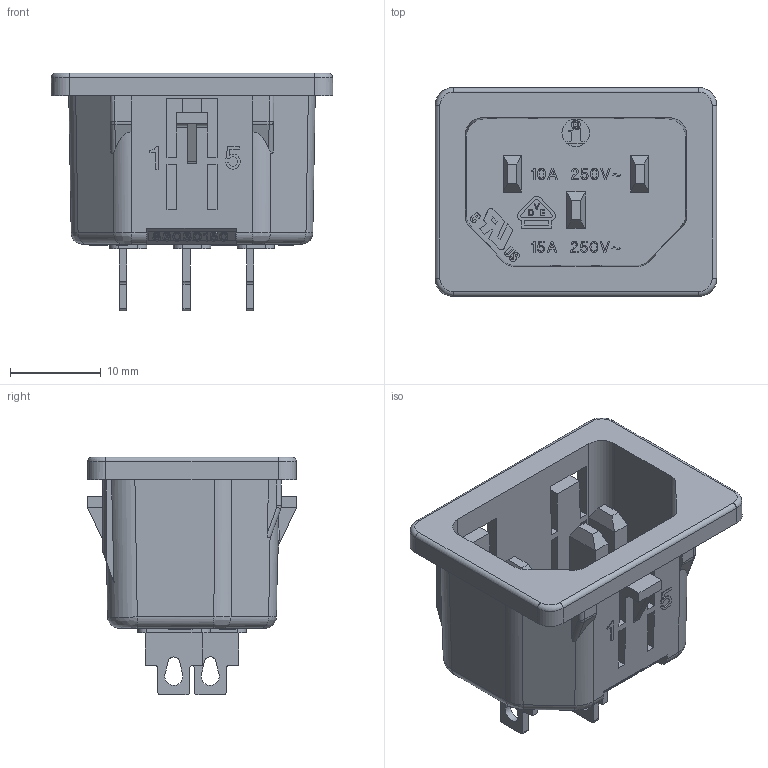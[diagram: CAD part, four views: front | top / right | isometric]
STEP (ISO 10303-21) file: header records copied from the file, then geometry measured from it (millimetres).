
FILE_DESCRIPTION(('Creo Elements/Direct Modeling STEP Export'),'2;1');
FILE_NAME('83030150_R6_C14_Snap-In_1.5mm_Solder_10-13-16.stp','2016-10-13T11:40:14',(''),(''),'PTC Creo Elements/Direct Modeling STEP processor for AP214 (Solid Model)','PTC Creo Elements/Direct Modeling 19.0D 23-Nov-2015 (C) Parametric Technology GmbH','');
FILE_SCHEMA(('AUTOMOTIVE_DESIGN { 1 0 10303 214 1 1 1 1 }'));
Length unit declared in the file: millimetre
Products named in the file (6): C14_Snap-in_BODY_1.5mm_R6_10-13-16; Contacts_Measured_L-N_Solder-Tab.1; 55030510_R3_Contact_Solder-Tab_GND_1-18-16; Contacts_C14-C16_Solder-Tab_Assy; Part-Number-Insert_83030150; 83030150_R6_C14_Snap-in_Solder-Tab_1.5mm_10-13-16
Assembly tree (6 placements, depth 3):
  83030150_R6_C14_Snap-in_Solder-Tab_1.5mm_10-13-16
    Part-Number-Insert_83030150
    Contacts_C14-C16_Solder-Tab_Assy
      55030510_R3_Contact_Solder-Tab_GND_1-18-16
      Contacts_Measured_L-N_Solder-Tab.1  x2
    C14_Snap-in_BODY_1.5mm_R6_10-13-16
Bounding box: 31 x 23.08 x 26.14 mm (x, y, z)
Volume: 3675.7 mm3; surface area: 5203.2 mm2
Topology: 5 solids, 5 shells, 1747 faces, 4946 edges, 3287 vertices
Faces by surface type: plane 1571, cylinder 131, extrusion 29, bspline 12, torus 4
Entity records: 57771 total; most frequent: CARTESIAN_POINT 13206, ORIENTED_EDGE 9726, DIRECTION 8253, EDGE_CURVE 4863, VECTOR 4507, LINE 4478, VERTEX_POINT 3233, AXIS2_PLACEMENT_3D 1873
